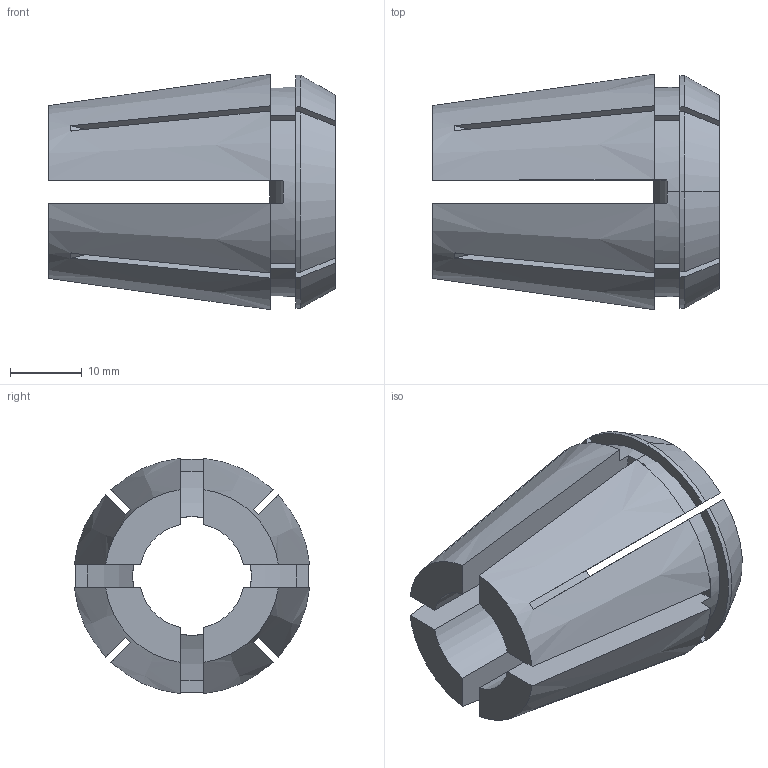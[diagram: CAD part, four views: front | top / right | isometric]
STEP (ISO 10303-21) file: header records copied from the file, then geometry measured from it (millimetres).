
FILE_DESCRIPTION (( 'STEP AP203' ), '1' );
FILE_NAME ('STP-5250-116-032-20-0(05570-652).STEP', '2022-08-24T08:06:36', ( '' ), ( '' ), 'SwSTEP 2.0', 'SolidWorks 2017', '' );
FILE_SCHEMA (( 'CONFIG_CONTROL_DESIGN' ));
Length unit declared in the file: millimetre
Products named in the file (1): STP-5250-116-032-20-0(05570-652)
Bounding box: 40 x 32.84 x 32.84 mm (x, y, z)
Volume: 14877.2 mm3; surface area: 9007.2 mm2
Topology: 1 solids, 1 shells, 92 faces, 275 edges, 183 vertices
Faces by surface type: plane 48, cylinder 35, cone 9
Entity records: 3272 total; most frequent: CARTESIAN_POINT 698, ORIENTED_EDGE 550, DIRECTION 516, EDGE_CURVE 275, AXIS2_PLACEMENT_3D 190, VERTEX_POINT 183, LINE 136, VECTOR 136
